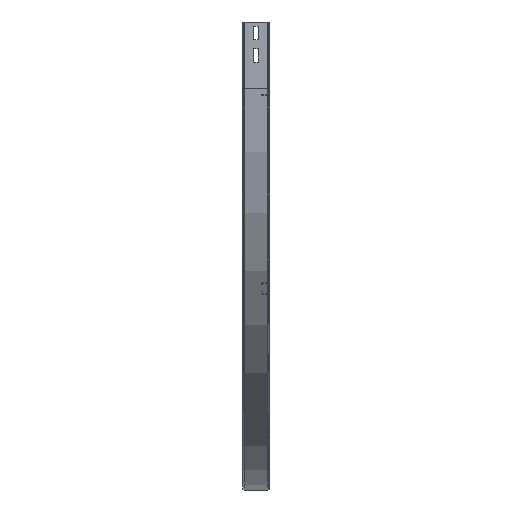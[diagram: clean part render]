
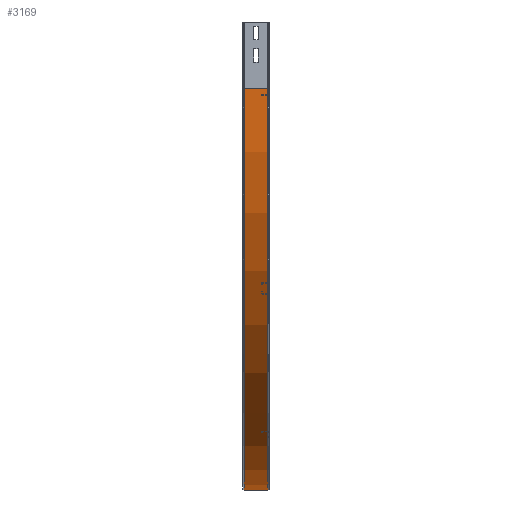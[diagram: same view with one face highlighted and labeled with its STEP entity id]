
A CAD part, left-side view. The second image highlights one B-rep face of the part: STEP entity #3169.
In plain terms, the highlighted cylindrical face has radius 900 mm (diameter 1800 mm), a partial arc.
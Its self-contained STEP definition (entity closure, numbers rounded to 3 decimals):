
#148=CIRCLE('',#3503,900.);
#150=CIRCLE('',#3506,900.);
#203=CYLINDRICAL_SURFACE('',#3505,900.);
#335=FACE_OUTER_BOUND('',#541,.T.);
#541=EDGE_LOOP('',(#2561,#2562,#2563,#2564));
#810=LINE('',#5027,#1158);
#845=LINE('',#5144,#1193);
#1158=VECTOR('',#4082,10.);
#1193=VECTOR('',#4213,10.);
#1461=VERTEX_POINT('',#5020);
#1463=VERTEX_POINT('',#5026);
#1496=VERTEX_POINT('',#5138);
#1497=VERTEX_POINT('',#5142);
#1808=EDGE_CURVE('',#1461,#1463,#810,.T.);
#1864=EDGE_CURVE('',#1496,#1461,#148,.T.);
#1866=EDGE_CURVE('',#1497,#1463,#150,.T.);
#1867=EDGE_CURVE('',#1497,#1496,#845,.T.);
#2561=ORIENTED_EDGE('',*,*,#1808,.T.);
#2562=ORIENTED_EDGE('',*,*,#1866,.F.);
#2563=ORIENTED_EDGE('',*,*,#1867,.T.);
#2564=ORIENTED_EDGE('',*,*,#1864,.T.);
#3169=ADVANCED_FACE('',(#335),#203,.T.);
#3503=AXIS2_PLACEMENT_3D('',#5139,#4205,#4206);
#3505=AXIS2_PLACEMENT_3D('',#5141,#4209,#4210);
#3506=AXIS2_PLACEMENT_3D('',#5143,#4211,#4212);
#4082=DIRECTION('',(0.,-1.,0.));
#4205=DIRECTION('center_axis',(0.,-1.,0.));
#4206=DIRECTION('ref_axis',(-1.,0.,0.));
#4209=DIRECTION('center_axis',(0.,-1.,0.));
#4210=DIRECTION('ref_axis',(-1.,0.,0.));
#4211=DIRECTION('center_axis',(0.,-1.,0.));
#4212=DIRECTION('ref_axis',(-1.,0.,0.));
#4213=DIRECTION('',(0.,1.,0.));
#5020=CARTESIAN_POINT('',(869.,56.,-900.));
#5026=CARTESIAN_POINT('',(869.,4.,-900.));
#5027=CARTESIAN_POINT('',(869.,56.,-900.));
#5138=CARTESIAN_POINT('',(-31.,56.,0.));
#5139=CARTESIAN_POINT('Origin',(869.,56.,0.));
#5141=CARTESIAN_POINT('Origin',(869.,25.911,0.));
#5142=CARTESIAN_POINT('',(-31.,4.,0.));
#5143=CARTESIAN_POINT('Origin',(869.,4.,0.));
#5144=CARTESIAN_POINT('',(-31.,69.048,0.));
